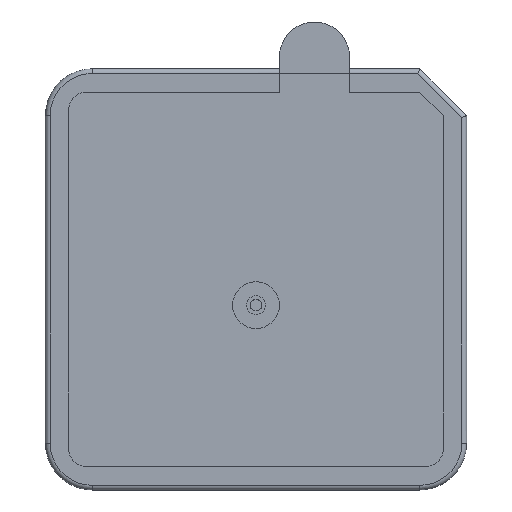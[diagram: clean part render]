
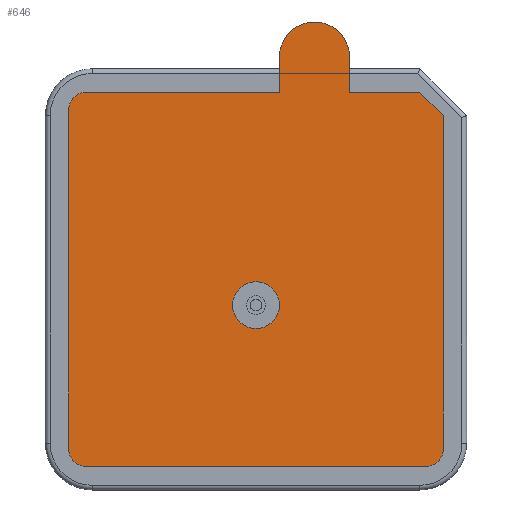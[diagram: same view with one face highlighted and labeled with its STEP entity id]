
A CAD part, front view. The second image highlights one B-rep face of the part: STEP entity #646.
In plain terms, the highlighted planar face has unit normal (0, -1, 0).
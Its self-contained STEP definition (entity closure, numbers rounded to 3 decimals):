
#79 = CARTESIAN_POINT ( 'NONE',  ( 2.5, 0., 11. ) ) ;
#209 = VECTOR ( 'NONE', #4967, 1000. ) ;
#272 = CARTESIAN_POINT ( 'NONE',  ( 4., 0., 9.5 ) ) ;
#383 = CARTESIAN_POINT ( 'NONE',  ( 7.25, 0., -7.25 ) ) ;
#441 = DIRECTION ( 'NONE',  ( 0., 0., -1. ) ) ;
#584 = ORIENTED_EDGE ( 'NONE', *, *, #8874, .T. ) ;
#646 = ADVANCED_FACE ( 'NONE', ( #1822, #7501 ), #5385, .F. ) ;
#647 = DIRECTION ( 'NONE',  ( 0., -1., 0. ) ) ;
#711 = AXIS2_PLACEMENT_3D ( 'NONE', #6255, #4654, #441 ) ;
#829 = VERTEX_POINT ( 'NONE', #79 ) ;
#933 = CARTESIAN_POINT ( 'NONE',  ( 1., 0., 8. ) ) ;
#995 = AXIS2_PLACEMENT_3D ( 'NONE', #383, #5926, #8118 ) ;
#1134 = EDGE_CURVE ( 'NONE', #8319, #8307, #9138, .T. ) ;
#1192 = EDGE_LOOP ( 'NONE', ( #7238, #584, #6587, #3134, #1265, #4232, #6961, #6928, #8573, #1671, #2844, #6762, #8907 ) ) ;
#1211 = DIRECTION ( 'NONE',  ( 0., -1., 0. ) ) ;
#1265 = ORIENTED_EDGE ( 'NONE', *, *, #2777, .T. ) ;
#1326 = DIRECTION ( 'NONE',  ( 0., 0., -1. ) ) ;
#1665 = CARTESIAN_POINT ( 'NONE',  ( 7., 0., 8. ) ) ;
#1671 = ORIENTED_EDGE ( 'NONE', *, *, #7651, .T. ) ;
#1822 = FACE_BOUND ( 'NONE', #4902, .T. ) ;
#1836 = VERTEX_POINT ( 'NONE', #2706 ) ;
#1859 = EDGE_CURVE ( 'NONE', #5413, #4192, #6475, .T. ) ;
#1921 = CARTESIAN_POINT ( 'NONE',  ( 0., 0., -1.1 ) ) ;
#2068 = CARTESIAN_POINT ( 'NONE',  ( 8., 0., -7.25 ) ) ;
#2204 = DIRECTION ( 'NONE',  ( 0., 0., 1. ) ) ;
#2427 = ORIENTED_EDGE ( 'NONE', *, *, #1859, .F. ) ;
#2685 = VERTEX_POINT ( 'NONE', #3287 ) ;
#2689 = CARTESIAN_POINT ( 'NONE',  ( 2.5, 0., 9.5 ) ) ;
#2706 = CARTESIAN_POINT ( 'NONE',  ( -7.25, 0., 8. ) ) ;
#2718 = CARTESIAN_POINT ( 'NONE',  ( -7.25, 0., -8. ) ) ;
#2777 = EDGE_CURVE ( 'NONE', #4182, #5324, #2908, .T. ) ;
#2779 = AXIS2_PLACEMENT_3D ( 'NONE', #4196, #647, #3595 ) ;
#2841 = VERTEX_POINT ( 'NONE', #2068 ) ;
#2844 = ORIENTED_EDGE ( 'NONE', *, *, #4102, .T. ) ;
#2908 = LINE ( 'NONE', #2718, #6777 ) ;
#2973 = VERTEX_POINT ( 'NONE', #7591 ) ;
#3012 = DIRECTION ( 'NONE',  ( -0.707, 0., 0.707 ) ) ;
#3134 = ORIENTED_EDGE ( 'NONE', *, *, #8526, .T. ) ;
#3157 = AXIS2_PLACEMENT_3D ( 'NONE', #2689, #7454, #8251 ) ;
#3222 = VERTEX_POINT ( 'NONE', #933 ) ;
#3236 = EDGE_CURVE ( 'NONE', #4192, #5413, #8428, .T. ) ;
#3287 = CARTESIAN_POINT ( 'NONE',  ( 7., 0., 8. ) ) ;
#3328 = AXIS2_PLACEMENT_3D ( 'NONE', #4527, #5326, #3787 ) ;
#3421 = LINE ( 'NONE', #7891, #209 ) ;
#3471 = AXIS2_PLACEMENT_3D ( 'NONE', #1921, #5675, #3514 ) ;
#3514 = DIRECTION ( 'NONE',  ( 0., 0., -1. ) ) ;
#3518 = CARTESIAN_POINT ( 'NONE',  ( 1., 0., 8. ) ) ;
#3595 = DIRECTION ( 'NONE',  ( 0., 0., 1. ) ) ;
#3787 = DIRECTION ( 'NONE',  ( 0., 0., -1. ) ) ;
#3822 = CIRCLE ( 'NONE', #9205, 1.5 ) ;
#4102 = EDGE_CURVE ( 'NONE', #7826, #829, #4373, .T. ) ;
#4182 = VERTEX_POINT ( 'NONE', #6903 ) ;
#4192 = VERTEX_POINT ( 'NONE', #7708 ) ;
#4196 = CARTESIAN_POINT ( 'NONE',  ( -7.25, 0., -7.25 ) ) ;
#4232 = ORIENTED_EDGE ( 'NONE', *, *, #7407, .T. ) ;
#4293 = VECTOR ( 'NONE', #1326, 1000. ) ;
#4373 = CIRCLE ( 'NONE', #4976, 1.5 ) ;
#4516 = CARTESIAN_POINT ( 'NONE',  ( 2.5, 0., 9.5 ) ) ;
#4527 = CARTESIAN_POINT ( 'NONE',  ( 0., 0., -1.1 ) ) ;
#4559 = CARTESIAN_POINT ( 'NONE',  ( -7.25, 0., 8. ) ) ;
#4654 = DIRECTION ( 'NONE',  ( 0., -1., 0. ) ) ;
#4663 = EDGE_CURVE ( 'NONE', #2685, #7254, #3421, .T. ) ;
#4761 = DIRECTION ( 'NONE',  ( 0., 0., 1. ) ) ;
#4902 = EDGE_LOOP ( 'NONE', ( #5859, #2427 ) ) ;
#4914 = DIRECTION ( 'NONE',  ( 0., 0., -1. ) ) ;
#4926 = VERTEX_POINT ( 'NONE', #7720 ) ;
#4967 = DIRECTION ( 'NONE',  ( -1., 0., 0. ) ) ;
#4976 = AXIS2_PLACEMENT_3D ( 'NONE', #4516, #8183, #7284 ) ;
#5092 = EDGE_CURVE ( 'NONE', #4926, #2685, #7478, .T. ) ;
#5119 = CARTESIAN_POINT ( 'NONE',  ( 4., 0., 8. ) ) ;
#5324 = VERTEX_POINT ( 'NONE', #7904 ) ;
#5326 = DIRECTION ( 'NONE',  ( 0., -1., 0. ) ) ;
#5385 = PLANE ( 'NONE',  #3157 ) ;
#5413 = VERTEX_POINT ( 'NONE', #8781 ) ;
#5435 = EDGE_CURVE ( 'NONE', #3222, #1836, #8827, .T. ) ;
#5531 = EDGE_CURVE ( 'NONE', #2841, #4926, #5732, .T. ) ;
#5675 = DIRECTION ( 'NONE',  ( 0., -1., 0. ) ) ;
#5732 = LINE ( 'NONE', #7937, #6798 ) ;
#5859 = ORIENTED_EDGE ( 'NONE', *, *, #3236, .F. ) ;
#5926 = DIRECTION ( 'NONE',  ( 0., -1., 0. ) ) ;
#6094 = CARTESIAN_POINT ( 'NONE',  ( -8., 0., 7.25 ) ) ;
#6241 = CIRCLE ( 'NONE', #2779, 0.75 ) ;
#6255 = CARTESIAN_POINT ( 'NONE',  ( -7.25, 0., 7.25 ) ) ;
#6353 = EDGE_CURVE ( 'NONE', #829, #2973, #3822, .T. ) ;
#6475 = CIRCLE ( 'NONE', #3471, 1. ) ;
#6587 = ORIENTED_EDGE ( 'NONE', *, *, #1134, .T. ) ;
#6719 = DIRECTION ( 'NONE',  ( -1., 0., 0. ) ) ;
#6762 = ORIENTED_EDGE ( 'NONE', *, *, #6353, .T. ) ;
#6777 = VECTOR ( 'NONE', #8643, 1000. ) ;
#6798 = VECTOR ( 'NONE', #2204, 1000. ) ;
#6830 = CARTESIAN_POINT ( 'NONE',  ( 2.5, 0., 9.5 ) ) ;
#6837 = CIRCLE ( 'NONE', #711, 0.75 ) ;
#6886 = CARTESIAN_POINT ( 'NONE',  ( -8., 0., 7.25 ) ) ;
#6903 = CARTESIAN_POINT ( 'NONE',  ( -7.25, 0., -8. ) ) ;
#6928 = ORIENTED_EDGE ( 'NONE', *, *, #5092, .T. ) ;
#6961 = ORIENTED_EDGE ( 'NONE', *, *, #5531, .T. ) ;
#7032 = LINE ( 'NONE', #3518, #4293 ) ;
#7117 = CIRCLE ( 'NONE', #995, 0.75 ) ;
#7238 = ORIENTED_EDGE ( 'NONE', *, *, #5435, .T. ) ;
#7254 = VERTEX_POINT ( 'NONE', #5119 ) ;
#7284 = DIRECTION ( 'NONE',  ( 0., 0., 1. ) ) ;
#7407 = EDGE_CURVE ( 'NONE', #5324, #2841, #7117, .T. ) ;
#7454 = DIRECTION ( 'NONE',  ( 0., 1., 0. ) ) ;
#7478 = LINE ( 'NONE', #1665, #8298 ) ;
#7501 = FACE_OUTER_BOUND ( 'NONE', #1192, .T. ) ;
#7591 = CARTESIAN_POINT ( 'NONE',  ( 1., 0., 9.5 ) ) ;
#7651 = EDGE_CURVE ( 'NONE', #7254, #7826, #8432, .T. ) ;
#7676 = DIRECTION ( 'NONE',  ( 0., 0., 1. ) ) ;
#7708 = CARTESIAN_POINT ( 'NONE',  ( 0., 0., -0.1 ) ) ;
#7720 = CARTESIAN_POINT ( 'NONE',  ( 8., 0., 7. ) ) ;
#7826 = VERTEX_POINT ( 'NONE', #272 ) ;
#7891 = CARTESIAN_POINT ( 'NONE',  ( 4., 0., 8. ) ) ;
#7904 = CARTESIAN_POINT ( 'NONE',  ( 7.25, 0., -8. ) ) ;
#7937 = CARTESIAN_POINT ( 'NONE',  ( 8., 0., 7. ) ) ;
#8030 = VECTOR ( 'NONE', #7676, 1000. ) ;
#8112 = VECTOR ( 'NONE', #4914, 1000. ) ;
#8118 = DIRECTION ( 'NONE',  ( 0., 0., -1. ) ) ;
#8183 = DIRECTION ( 'NONE',  ( 0., -1., 0. ) ) ;
#8245 = CARTESIAN_POINT ( 'NONE',  ( 4., 0., 9.5 ) ) ;
#8251 = DIRECTION ( 'NONE',  ( 1., 0., 0. ) ) ;
#8298 = VECTOR ( 'NONE', #3012, 1000. ) ;
#8307 = VERTEX_POINT ( 'NONE', #8812 ) ;
#8319 = VERTEX_POINT ( 'NONE', #6094 ) ;
#8428 = CIRCLE ( 'NONE', #3328, 1. ) ;
#8432 = LINE ( 'NONE', #8245, #8030 ) ;
#8447 = VECTOR ( 'NONE', #6719, 1000. ) ;
#8526 = EDGE_CURVE ( 'NONE', #8307, #4182, #6241, .T. ) ;
#8573 = ORIENTED_EDGE ( 'NONE', *, *, #4663, .T. ) ;
#8643 = DIRECTION ( 'NONE',  ( 1., 0., 0. ) ) ;
#8781 = CARTESIAN_POINT ( 'NONE',  ( 0., 0., -2.1 ) ) ;
#8812 = CARTESIAN_POINT ( 'NONE',  ( -8., 0., -7.25 ) ) ;
#8827 = LINE ( 'NONE', #4559, #8447 ) ;
#8874 = EDGE_CURVE ( 'NONE', #1836, #8319, #6837, .T. ) ;
#8907 = ORIENTED_EDGE ( 'NONE', *, *, #9153, .T. ) ;
#9138 = LINE ( 'NONE', #6886, #8112 ) ;
#9153 = EDGE_CURVE ( 'NONE', #2973, #3222, #7032, .T. ) ;
#9205 = AXIS2_PLACEMENT_3D ( 'NONE', #6830, #1211, #4761 ) ;
